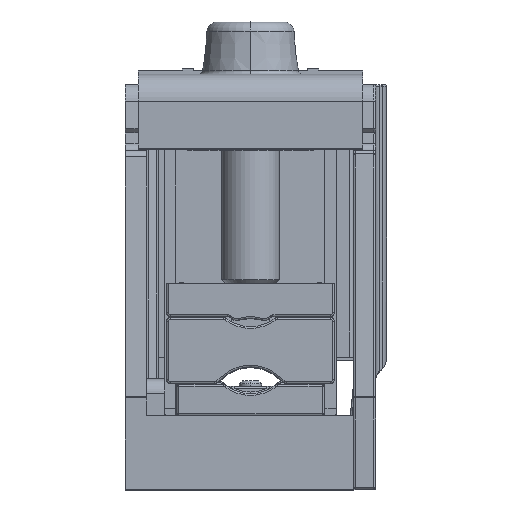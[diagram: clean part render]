
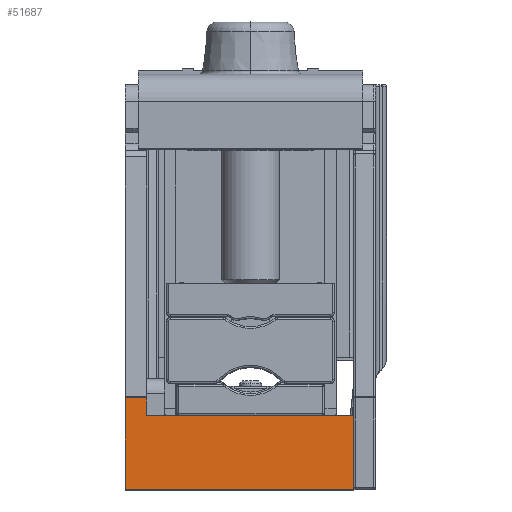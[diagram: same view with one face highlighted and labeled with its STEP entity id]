
A CAD part, top view. The second image highlights one B-rep face of the part: STEP entity #51687.
In plain terms, the highlighted planar face has unit normal (0, 0, 1).
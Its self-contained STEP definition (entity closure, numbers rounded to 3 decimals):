
#3347=DIRECTION('',(-1.,0.,0.));
#3348=VECTOR('',#3347,5.8);
#3349=CARTESIAN_POINT('',(5.8,24.782,70.));
#3350=LINE('',#3349,#3348);
#3354=DIRECTION('',(1.,0.,0.));
#3355=VECTOR('',#3354,56.2);
#3356=CARTESIAN_POINT('',(5.8,20.,70.));
#3357=LINE('',#3356,#3355);
#3361=DIRECTION('',(0.,-1.,0.));
#3362=VECTOR('',#3361,20.);
#3363=CARTESIAN_POINT('',(62.,20.,70.));
#3364=LINE('',#3363,#3362);
#3368=DIRECTION('',(-1.,0.,0.));
#3369=VECTOR('',#3368,62.);
#3370=CARTESIAN_POINT('',(62.,0.,70.));
#3371=LINE('',#3370,#3369);
#3375=DIRECTION('',(0.,1.,0.));
#3376=VECTOR('',#3375,24.782);
#3377=CARTESIAN_POINT('',(0.,0.,70.));
#3378=LINE('',#3377,#3376);
#3382=DIRECTION('',(0.,-1.,0.));
#3383=VECTOR('',#3382,4.782);
#3384=CARTESIAN_POINT('',(5.8,24.782,70.));
#3385=LINE('',#3384,#3383);
#42366=CARTESIAN_POINT('',(0.,24.782,70.));
#42367=VERTEX_POINT('',#42366);
#42368=CARTESIAN_POINT('',(0.,0.,70.));
#42369=VERTEX_POINT('',#42368);
#42436=CARTESIAN_POINT('',(5.8,24.782,70.));
#42438=VERTEX_POINT('',#42436);
#42646=CARTESIAN_POINT('',(5.8,20.,70.));
#42647=CARTESIAN_POINT('',(62.,20.,70.));
#42648=VERTEX_POINT('',#42646);
#42649=VERTEX_POINT('',#42647);
#42680=CARTESIAN_POINT('',(62.,0.,70.));
#42681=VERTEX_POINT('',#42680);
#51673=CARTESIAN_POINT('',(31.,12.391,70.));
#51674=DIRECTION('',(0.,0.,1.));
#51675=DIRECTION('',(0.,-1.,0.));
#51676=AXIS2_PLACEMENT_3D('',#51673,#51674,#51675);
#51677=PLANE('',#51676);
#51678=ORIENTED_EDGE('',*,*,#50924,.T.);
#51680=ORIENTED_EDGE('',*,*,#51679,.T.);
#51681=ORIENTED_EDGE('',*,*,#51066,.T.);
#51682=ORIENTED_EDGE('',*,*,#51265,.T.);
#51683=ORIENTED_EDGE('',*,*,#51661,.F.);
#51684=ORIENTED_EDGE('',*,*,#51510,.T.);
#51685=EDGE_LOOP('',(#51678,#51680,#51681,#51682,#51683,#51684));
#51686=FACE_OUTER_BOUND('',#51685,.F.);
#50924=EDGE_CURVE('',#42648,#42649,#3357,.T.);
#51066=EDGE_CURVE('',#42681,#42369,#3371,.T.);
#51265=EDGE_CURVE('',#42369,#42367,#3378,.T.);
#51510=EDGE_CURVE('',#42438,#42648,#3385,.T.);
#51661=EDGE_CURVE('',#42438,#42367,#3350,.T.);
#51679=EDGE_CURVE('',#42649,#42681,#3364,.T.);
#51687=ADVANCED_FACE('',(#51686),#51677,.T.);
